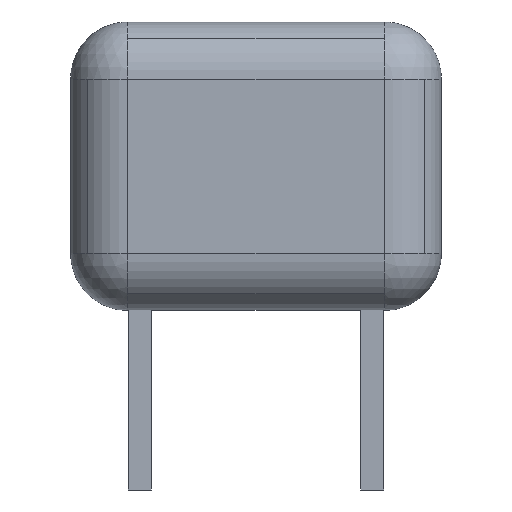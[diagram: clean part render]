
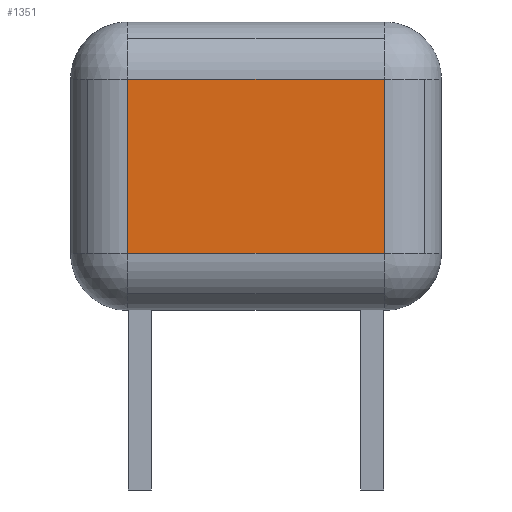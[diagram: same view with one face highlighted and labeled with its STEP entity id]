
A CAD part, front view. The second image highlights one B-rep face of the part: STEP entity #1351.
In plain terms, the highlighted planar face has unit normal (0, -1, 0).
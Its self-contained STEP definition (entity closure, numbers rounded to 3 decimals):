
#717=CARTESIAN_POINT('',(-2.8,-1.27,1.57));
#718=VERTEX_POINT('',#717);
#726=CARTESIAN_POINT('',(-2.8,-1.27,5.37));
#727=VERTEX_POINT('',#726);
#728=CARTESIAN_POINT('',(-2.8,-1.27,1.57));
#729=DIRECTION('',(0.0,0.0,1.0));
#730=VECTOR('',#729,3.8);
#731=LINE('',#728,#730);
#732=EDGE_CURVE('',#718,#727,#731,.T.);
#1048=CARTESIAN_POINT('',(2.8,-1.27,1.57));
#1049=VERTEX_POINT('',#1048);
#1116=CARTESIAN_POINT('',(2.8,-1.27,5.37));
#1117=VERTEX_POINT('',#1116);
#1143=CARTESIAN_POINT('',(-2.8,-1.27,5.37));
#1144=DIRECTION('',(1.0,0.0,0.0));
#1145=VECTOR('',#1144,5.6);
#1146=LINE('',#1143,#1145);
#1147=EDGE_CURVE('',#727,#1117,#1146,.T.);
#1160=CARTESIAN_POINT('',(2.8,-1.27,5.37));
#1161=DIRECTION('',(0.0,0.0,-1.0));
#1162=VECTOR('',#1161,3.8);
#1163=LINE('',#1160,#1162);
#1164=EDGE_CURVE('',#1117,#1049,#1163,.T.);
#1228=CARTESIAN_POINT('',(2.8,-1.27,1.57));
#1229=DIRECTION('',(-1.0,0.0,0.0));
#1230=VECTOR('',#1229,5.6);
#1231=LINE('',#1228,#1230);
#1232=EDGE_CURVE('',#1049,#718,#1231,.T.);
#1340=CARTESIAN_POINT('',(4.05,-1.27,0.32));
#1341=DIRECTION('',(0.0,-1.0,0.0));
#1342=DIRECTION('',(0.0,0.0,-1.0));
#1343=AXIS2_PLACEMENT_3D('',#1340,#1341,#1342);
#1344=PLANE('',#1343);
#1345=ORIENTED_EDGE('',*,*,#1147,.F.);
#1346=ORIENTED_EDGE('',*,*,#732,.F.);
#1347=ORIENTED_EDGE('',*,*,#1232,.F.);
#1348=ORIENTED_EDGE('',*,*,#1164,.F.);
#1349=EDGE_LOOP('',(#1345,#1346,#1347,#1348));
#1350=FACE_OUTER_BOUND('',#1349,.T.);
#1351=ADVANCED_FACE('',(#1350),#1344,.T.);
